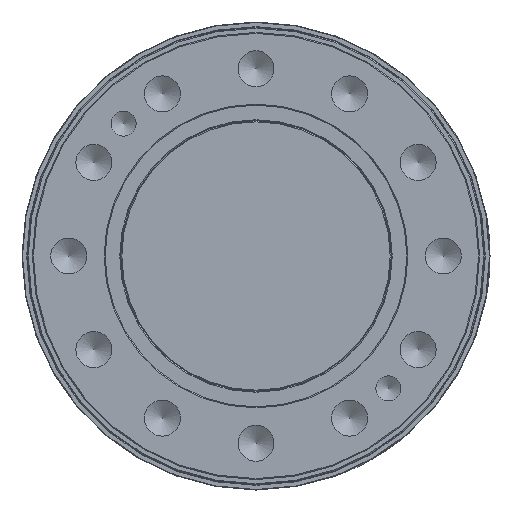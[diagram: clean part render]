
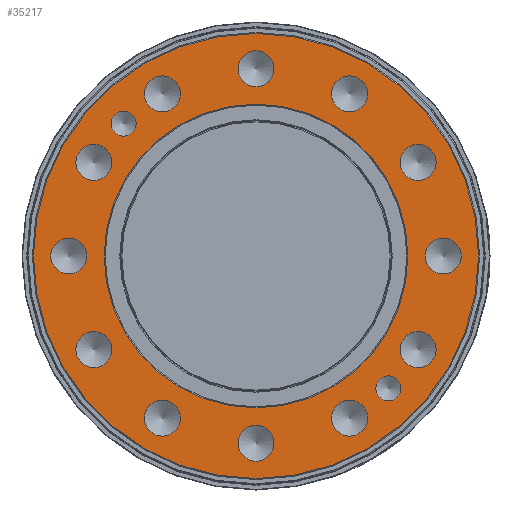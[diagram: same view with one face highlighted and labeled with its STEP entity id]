
A CAD part, front view. The second image highlights one B-rep face of the part: STEP entity #35217.
In plain terms, the highlighted planar face has unit normal (0, -1, 0).
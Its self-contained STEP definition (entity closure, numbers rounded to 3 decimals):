
#2494=PLANE('',#37375);
#9258=CIRCLE('',#37299,8.647);
#9260=CIRCLE('',#37303,8.647);
#9262=CIRCLE('',#37307,8.647);
#9264=CIRCLE('',#37311,8.647);
#9266=CIRCLE('',#37315,8.647);
#9268=CIRCLE('',#37319,8.647);
#9270=CIRCLE('',#37323,8.647);
#9272=CIRCLE('',#37327,8.647);
#9274=CIRCLE('',#37331,8.647);
#9276=CIRCLE('',#37335,8.647);
#9278=CIRCLE('',#37339,8.647);
#9280=CIRCLE('',#37343,8.647);
#9282=CIRCLE('',#37347,6.);
#9284=CIRCLE('',#37351,6.);
#9302=CIRCLE('',#37373,73.);
#9304=CIRCLE('',#37376,107.);
#11301=EDGE_CURVE('',#29403,#29403,#9258,.T.);
#11303=EDGE_CURVE('',#29406,#29406,#9260,.T.);
#11305=EDGE_CURVE('',#29409,#29409,#9262,.T.);
#11307=EDGE_CURVE('',#29412,#29412,#9264,.T.);
#11309=EDGE_CURVE('',#29415,#29415,#9266,.T.);
#11311=EDGE_CURVE('',#29418,#29418,#9268,.T.);
#11313=EDGE_CURVE('',#29421,#29421,#9270,.T.);
#11315=EDGE_CURVE('',#29424,#29424,#9272,.T.);
#11317=EDGE_CURVE('',#29427,#29427,#9274,.T.);
#11319=EDGE_CURVE('',#29430,#29430,#9276,.T.);
#11321=EDGE_CURVE('',#29433,#29433,#9278,.T.);
#11323=EDGE_CURVE('',#29436,#29436,#9280,.T.);
#11325=EDGE_CURVE('',#29439,#29439,#9282,.T.);
#11327=EDGE_CURVE('',#29442,#29442,#9284,.T.);
#11345=EDGE_CURVE('',#29460,#29460,#9302,.T.);
#11347=EDGE_CURVE('',#29462,#29462,#9304,.T.);
#16795=ORIENTED_EDGE('',*,*,#11301,.T.);
#16796=ORIENTED_EDGE('',*,*,#11303,.T.);
#16797=ORIENTED_EDGE('',*,*,#11305,.T.);
#16798=ORIENTED_EDGE('',*,*,#11307,.T.);
#16799=ORIENTED_EDGE('',*,*,#11309,.T.);
#16800=ORIENTED_EDGE('',*,*,#11311,.T.);
#16801=ORIENTED_EDGE('',*,*,#11313,.T.);
#16802=ORIENTED_EDGE('',*,*,#11315,.T.);
#16803=ORIENTED_EDGE('',*,*,#11317,.T.);
#16804=ORIENTED_EDGE('',*,*,#11319,.T.);
#16805=ORIENTED_EDGE('',*,*,#11321,.T.);
#16806=ORIENTED_EDGE('',*,*,#11323,.T.);
#16807=ORIENTED_EDGE('',*,*,#11325,.T.);
#16808=ORIENTED_EDGE('',*,*,#11327,.T.);
#16809=ORIENTED_EDGE('',*,*,#11347,.F.);
#16810=ORIENTED_EDGE('',*,*,#11345,.F.);
#27033=EDGE_LOOP('',(#16795));
#27034=EDGE_LOOP('',(#16796));
#27035=EDGE_LOOP('',(#16797));
#27036=EDGE_LOOP('',(#16798));
#27037=EDGE_LOOP('',(#16799));
#27038=EDGE_LOOP('',(#16800));
#27039=EDGE_LOOP('',(#16801));
#27040=EDGE_LOOP('',(#16802));
#27041=EDGE_LOOP('',(#16803));
#27042=EDGE_LOOP('',(#16804));
#27043=EDGE_LOOP('',(#16805));
#27044=EDGE_LOOP('',(#16806));
#27045=EDGE_LOOP('',(#16807));
#27046=EDGE_LOOP('',(#16808));
#27047=EDGE_LOOP('',(#16809));
#27048=EDGE_LOOP('',(#16810));
#29403=VERTEX_POINT('',#43117);
#29406=VERTEX_POINT('',#43124);
#29409=VERTEX_POINT('',#43131);
#29412=VERTEX_POINT('',#43138);
#29415=VERTEX_POINT('',#43145);
#29418=VERTEX_POINT('',#43152);
#29421=VERTEX_POINT('',#43159);
#29424=VERTEX_POINT('',#43166);
#29427=VERTEX_POINT('',#43173);
#29430=VERTEX_POINT('',#43180);
#29433=VERTEX_POINT('',#43187);
#29436=VERTEX_POINT('',#43194);
#29439=VERTEX_POINT('',#43201);
#29442=VERTEX_POINT('',#43208);
#29460=VERTEX_POINT('',#43248);
#29462=VERTEX_POINT('',#43253);
#32897=FACE_BOUND('',#27033,.T.);
#32898=FACE_BOUND('',#27034,.T.);
#32899=FACE_BOUND('',#27035,.T.);
#32900=FACE_BOUND('',#27036,.T.);
#32901=FACE_BOUND('',#27037,.T.);
#32902=FACE_BOUND('',#27038,.T.);
#32903=FACE_BOUND('',#27039,.T.);
#32904=FACE_BOUND('',#27040,.T.);
#32905=FACE_BOUND('',#27041,.T.);
#32906=FACE_BOUND('',#27042,.T.);
#32907=FACE_BOUND('',#27043,.T.);
#32908=FACE_BOUND('',#27044,.T.);
#32909=FACE_BOUND('',#27045,.T.);
#32910=FACE_BOUND('',#27046,.T.);
#32911=FACE_BOUND('',#27047,.T.);
#32912=FACE_BOUND('',#27048,.T.);
#35217=ADVANCED_FACE('',(#32897,#32898,#32899,#32900,#32901,#32902,#32903,
#32904,#32905,#32906,#32907,#32908,#32909,#32910,#32911,#32912),#2494,.T.);
#37299=AXIS2_PLACEMENT_3D('',#43116,#76817,#76818);
#37303=AXIS2_PLACEMENT_3D('',#43123,#76825,#76826);
#37307=AXIS2_PLACEMENT_3D('',#43130,#76833,#76834);
#37311=AXIS2_PLACEMENT_3D('',#43137,#76841,#76842);
#37315=AXIS2_PLACEMENT_3D('',#43144,#76849,#76850);
#37319=AXIS2_PLACEMENT_3D('',#43151,#76857,#76858);
#37323=AXIS2_PLACEMENT_3D('',#43158,#76865,#76866);
#37327=AXIS2_PLACEMENT_3D('',#43165,#76873,#76874);
#37331=AXIS2_PLACEMENT_3D('',#43172,#76881,#76882);
#37335=AXIS2_PLACEMENT_3D('',#43179,#76889,#76890);
#37339=AXIS2_PLACEMENT_3D('',#43186,#76897,#76898);
#37343=AXIS2_PLACEMENT_3D('',#43193,#76905,#76906);
#37347=AXIS2_PLACEMENT_3D('',#43200,#76913,#76914);
#37351=AXIS2_PLACEMENT_3D('',#43207,#76921,#76922);
#37373=AXIS2_PLACEMENT_3D('',#43247,#76964,#76965);
#37375=AXIS2_PLACEMENT_3D('',#43251,#76968,$);
#37376=AXIS2_PLACEMENT_3D('',#43252,#76969,#76970);
#43116=CARTESIAN_POINT('',(77.942,-70.,45.));
#43117=CARTESIAN_POINT('',(77.942,-70.,53.647));
#43123=CARTESIAN_POINT('',(45.,-70.,77.942));
#43124=CARTESIAN_POINT('',(45.,-70.,86.589));
#43130=CARTESIAN_POINT('',(0.,-70.,90.));
#43131=CARTESIAN_POINT('',(0.,-70.,98.647));
#43137=CARTESIAN_POINT('',(-45.,-70.,77.942));
#43138=CARTESIAN_POINT('',(-45.,-70.,86.589));
#43144=CARTESIAN_POINT('',(-77.942,-70.,45.));
#43145=CARTESIAN_POINT('',(-77.942,-70.,53.647));
#43151=CARTESIAN_POINT('',(-90.,-70.,0.));
#43152=CARTESIAN_POINT('',(-90.,-70.,8.647));
#43158=CARTESIAN_POINT('',(-77.942,-70.,-45.));
#43159=CARTESIAN_POINT('',(-77.942,-70.,-36.353));
#43165=CARTESIAN_POINT('',(-45.,-70.,-77.942));
#43166=CARTESIAN_POINT('',(-45.,-70.,-69.295));
#43172=CARTESIAN_POINT('',(0.,-70.,-90.));
#43173=CARTESIAN_POINT('',(0.,-70.,-81.353));
#43179=CARTESIAN_POINT('',(45.,-70.,-77.942));
#43180=CARTESIAN_POINT('',(45.,-70.,-69.295));
#43186=CARTESIAN_POINT('',(77.942,-70.,-45.));
#43187=CARTESIAN_POINT('',(77.942,-70.,-36.353));
#43193=CARTESIAN_POINT('',(90.,-70.,0.));
#43194=CARTESIAN_POINT('',(90.,-70.,8.647));
#43200=CARTESIAN_POINT('',(63.64,-70.,-63.64));
#43201=CARTESIAN_POINT('',(63.64,-70.,-57.64));
#43207=CARTESIAN_POINT('',(-63.64,-70.,63.64));
#43208=CARTESIAN_POINT('',(-63.64,-70.,69.64));
#43247=CARTESIAN_POINT('',(0.,-70.,0.));
#43248=CARTESIAN_POINT('',(73.,-70.,0.));
#43251=CARTESIAN_POINT('',(0.,-70.,0.));
#43252=CARTESIAN_POINT('',(0.,-70.,0.));
#43253=CARTESIAN_POINT('',(107.,-70.,0.));
#76817=DIRECTION('',(0.,1.,0.));
#76818=DIRECTION('',(0.,0.,8.647));
#76825=DIRECTION('',(0.,1.,0.));
#76826=DIRECTION('',(0.,0.,8.647));
#76833=DIRECTION('',(0.,1.,0.));
#76834=DIRECTION('',(0.,0.,8.647));
#76841=DIRECTION('',(0.,1.,0.));
#76842=DIRECTION('',(0.,0.,8.647));
#76849=DIRECTION('',(0.,1.,0.));
#76850=DIRECTION('',(0.,0.,8.647));
#76857=DIRECTION('',(0.,1.,0.));
#76858=DIRECTION('',(0.,0.,8.647));
#76865=DIRECTION('',(0.,1.,0.));
#76866=DIRECTION('',(0.,0.,8.647));
#76873=DIRECTION('',(0.,1.,0.));
#76874=DIRECTION('',(0.,0.,8.647));
#76881=DIRECTION('',(0.,1.,0.));
#76882=DIRECTION('',(0.,0.,8.647));
#76889=DIRECTION('',(0.,1.,0.));
#76890=DIRECTION('',(0.,0.,8.647));
#76897=DIRECTION('',(0.,1.,0.));
#76898=DIRECTION('',(0.,0.,8.647));
#76905=DIRECTION('',(0.,1.,0.));
#76906=DIRECTION('',(0.,0.,8.647));
#76913=DIRECTION('',(0.,1.,0.));
#76914=DIRECTION('',(0.,0.,6.));
#76921=DIRECTION('',(0.,1.,0.));
#76922=DIRECTION('',(0.,0.,6.));
#76964=DIRECTION('',(0.,-1.,0.));
#76965=DIRECTION('',(-73.,0.,0.));
#76968=DIRECTION('',(0.,-1.,0.));
#76969=DIRECTION('',(0.,1.,0.));
#76970=DIRECTION('',(-107.,0.,0.));
